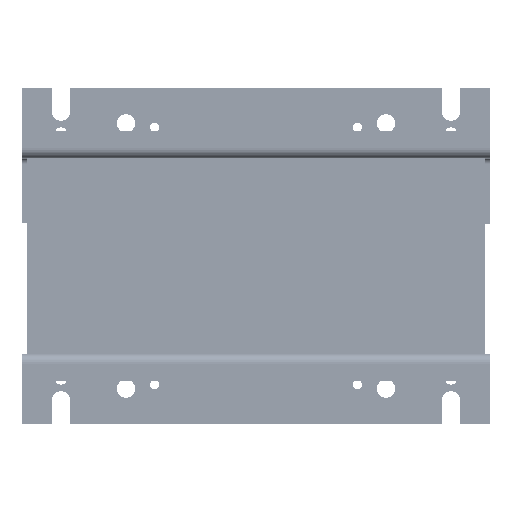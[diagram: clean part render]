
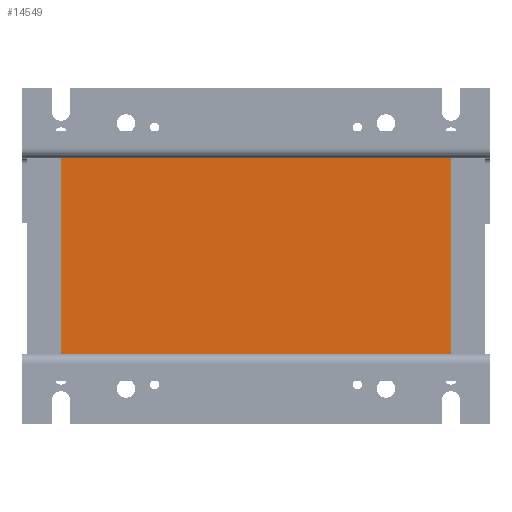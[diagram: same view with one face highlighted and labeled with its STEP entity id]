
A CAD part, front view. The second image highlights one B-rep face of the part: STEP entity #14549.
In plain terms, the highlighted planar face has unit normal (0, -1, 0).
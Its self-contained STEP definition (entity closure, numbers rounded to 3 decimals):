
#304=LINE('',#21139,#1994);
#309=LINE('',#21150,#1999);
#311=LINE('',#21153,#2001);
#312=LINE('',#21154,#2002);
#1994=VECTOR('',#16924,10.);
#1999=VECTOR('',#16933,10.);
#2001=VECTOR('',#16937,10.);
#2002=VECTOR('',#16938,10.);
#3668=PLANE('',#15616);
#4307=FACE_OUTER_BOUND('',#5090,.T.);
#5090=EDGE_LOOP('',(#10026,#10027,#10028,#10029));
#6381=VERTEX_POINT('',#21132);
#6384=VERTEX_POINT('',#21137);
#6387=VERTEX_POINT('',#21147);
#6388=VERTEX_POINT('',#21149);
#7838=EDGE_CURVE('',#6384,#6381,#304,.T.);
#7843=EDGE_CURVE('',#6388,#6387,#309,.T.);
#7845=EDGE_CURVE('',#6387,#6381,#311,.T.);
#7846=EDGE_CURVE('',#6384,#6388,#312,.T.);
#10026=ORIENTED_EDGE('',*,*,#7845,.T.);
#10027=ORIENTED_EDGE('',*,*,#7838,.F.);
#10028=ORIENTED_EDGE('',*,*,#7846,.T.);
#10029=ORIENTED_EDGE('',*,*,#7843,.T.);
#14549=ADVANCED_FACE('',(#4307),#3668,.T.);
#15616=AXIS2_PLACEMENT_3D('',#21152,#16935,#16936);
#16924=DIRECTION('',(0.,0.,1.));
#16933=DIRECTION('',(0.,0.,1.));
#16935=DIRECTION('center_axis',(0.,-1.,0.));
#16936=DIRECTION('ref_axis',(0.,0.,-1.));
#16937=DIRECTION('',(-1.,0.,0.));
#16938=DIRECTION('',(1.,0.,0.));
#21132=CARTESIAN_POINT('',(0.,0.,75.));
#21137=CARTESIAN_POINT('',(0.,0.,0.));
#21139=CARTESIAN_POINT('',(0.,0.,0.));
#21147=CARTESIAN_POINT('',(150.,0.,75.));
#21149=CARTESIAN_POINT('',(150.,0.,0.));
#21150=CARTESIAN_POINT('',(150.,0.,0.));
#21152=CARTESIAN_POINT('Origin',(150.,0.,0.));
#21153=CARTESIAN_POINT('',(0.,0.,75.));
#21154=CARTESIAN_POINT('',(0.,0.,0.));
